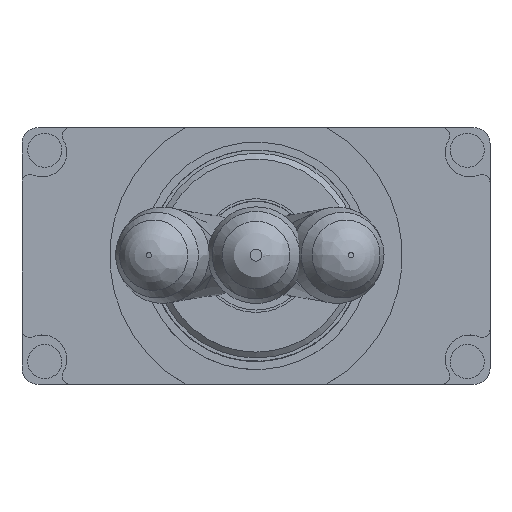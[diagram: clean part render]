
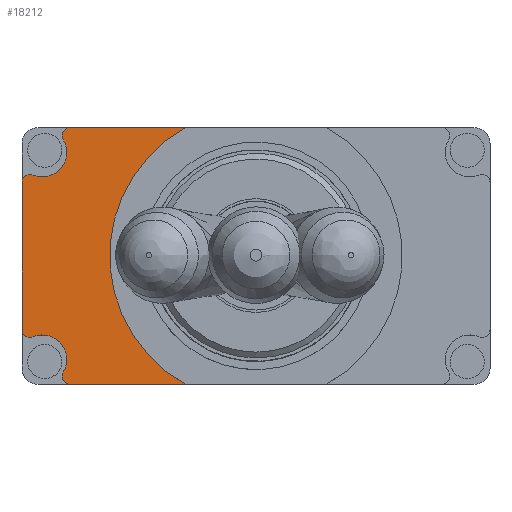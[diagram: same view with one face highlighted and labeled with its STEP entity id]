
A CAD part, top view. The second image highlights one B-rep face of the part: STEP entity #18212.
In plain terms, the highlighted planar face has unit normal (0, 0, 1).
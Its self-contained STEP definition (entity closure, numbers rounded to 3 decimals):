
#467=LINE('',#36891,#1652);
#476=LINE('',#36912,#1661);
#483=LINE('',#36928,#1668);
#1652=VECTOR('',#27677,1000.);
#1661=VECTOR('',#27692,1000.);
#1668=VECTOR('',#27703,1000.);
#2788=CIRCLE('',#25602,9.);
#2790=CIRCLE('',#25608,0.5);
#2791=CIRCLE('',#25609,0.5);
#2792=CIRCLE('',#25610,1.5);
#2793=CIRCLE('',#25611,0.5);
#2794=CIRCLE('',#25612,0.5);
#2795=CIRCLE('',#25613,1.5);
#3114=PLANE('',#25607);
#4949=ORIENTED_EDGE('',*,*,#9843,.F.);
#4950=ORIENTED_EDGE('',*,*,#9844,.T.);
#4951=ORIENTED_EDGE('',*,*,#9845,.T.);
#4952=ORIENTED_EDGE('',*,*,#9846,.T.);
#4953=ORIENTED_EDGE('',*,*,#9847,.T.);
#4954=ORIENTED_EDGE('',*,*,#9826,.T.);
#4955=ORIENTED_EDGE('',*,*,#9820,.T.);
#4956=ORIENTED_EDGE('',*,*,#9836,.T.);
#4957=ORIENTED_EDGE('',*,*,#9848,.F.);
#4958=ORIENTED_EDGE('',*,*,#9849,.F.);
#9820=EDGE_CURVE('',#12380,#12379,#2788,.T.);
#9826=EDGE_CURVE('',#12385,#12380,#467,.T.);
#9836=EDGE_CURVE('',#12379,#12393,#476,.T.);
#9843=EDGE_CURVE('',#12399,#12400,#2790,.T.);
#9844=EDGE_CURVE('',#12399,#12401,#483,.T.);
#9845=EDGE_CURVE('',#12401,#12402,#2791,.T.);
#9846=EDGE_CURVE('',#12402,#12403,#2792,.T.);
#9847=EDGE_CURVE('',#12403,#12385,#2793,.T.);
#9848=EDGE_CURVE('',#12404,#12393,#2794,.T.);
#9849=EDGE_CURVE('',#12400,#12404,#2795,.T.);
#12379=VERTEX_POINT('',#36878);
#12380=VERTEX_POINT('',#36880);
#12385=VERTEX_POINT('',#36892);
#12393=VERTEX_POINT('',#36911);
#12399=VERTEX_POINT('',#36926);
#12400=VERTEX_POINT('',#36927);
#12401=VERTEX_POINT('',#36929);
#12402=VERTEX_POINT('',#36931);
#12403=VERTEX_POINT('',#36933);
#12404=VERTEX_POINT('',#36936);
#15292=EDGE_LOOP('',(#4949,#4950,#4951,#4952,#4953,#4954,#4955,#4956,#4957,
#4958));
#16713=FACE_BOUND('',#15292,.T.);
#18212=ADVANCED_FACE('',(#16713),#3114,.T.);
#25602=AXIS2_PLACEMENT_3D('',#36879,#27668,#27669);
#25607=AXIS2_PLACEMENT_3D('',#36924,#27699,#27700);
#25608=AXIS2_PLACEMENT_3D('',#36925,#27701,#27702);
#25609=AXIS2_PLACEMENT_3D('',#36930,#27704,#27705);
#25610=AXIS2_PLACEMENT_3D('',#36932,#27706,#27707);
#25611=AXIS2_PLACEMENT_3D('',#36934,#27708,#27709);
#25612=AXIS2_PLACEMENT_3D('',#36935,#27710,#27711);
#25613=AXIS2_PLACEMENT_3D('',#36937,#27712,#27713);
#27668=DIRECTION('',(0.,0.,-1.));
#27669=DIRECTION('',(1.,0.,0.));
#27677=DIRECTION('',(1.,0.,0.));
#27692=DIRECTION('',(-1.,0.,0.));
#27699=DIRECTION('',(0.,0.,1.));
#27700=DIRECTION('',(1.,0.,0.));
#27701=DIRECTION('',(0.,0.,-1.));
#27702=DIRECTION('',(1.,0.,0.));
#27703=DIRECTION('',(0.,-1.,0.));
#27704=DIRECTION('',(0.,0.,1.));
#27705=DIRECTION('',(1.,0.,0.));
#27706=DIRECTION('',(0.,0.,-1.));
#27707=DIRECTION('',(-1.,0.,0.));
#27708=DIRECTION('',(0.,0.,1.));
#27709=DIRECTION('',(1.,0.,0.));
#27710=DIRECTION('',(0.,0.,-1.));
#27711=DIRECTION('',(1.,0.,0.));
#27712=DIRECTION('',(0.,0.,1.));
#27713=DIRECTION('',(-1.,0.,0.));
#36878=CARTESIAN_POINT('',(-4.312,7.9,20.7));
#36879=CARTESIAN_POINT('',(0.,0.,20.7));
#36880=CARTESIAN_POINT('',(-4.312,-7.9,20.7));
#36891=CARTESIAN_POINT('',(-13.4,-7.9,20.7));
#36892=CARTESIAN_POINT('',(-11.429,-7.9,20.7));
#36911=CARTESIAN_POINT('',(-11.429,7.9,20.7));
#36912=CARTESIAN_POINT('',(-4.312,7.9,20.7));
#36924=CARTESIAN_POINT('',(-13.4,6.9,20.7));
#36925=CARTESIAN_POINT('',(-13.9,4.514,20.7));
#36926=CARTESIAN_POINT('',(-14.4,4.514,20.7));
#36927=CARTESIAN_POINT('',(-13.71,4.976,20.7));
#36928=CARTESIAN_POINT('',(-14.4,6.9,20.7));
#36929=CARTESIAN_POINT('',(-14.4,-4.514,20.7));
#36930=CARTESIAN_POINT('',(-13.9,-4.514,20.7));
#36931=CARTESIAN_POINT('',(-13.71,-4.976,20.7));
#36932=CARTESIAN_POINT('',(-13.139,-6.364,20.7));
#36933=CARTESIAN_POINT('',(-11.857,-7.141,20.7));
#36934=CARTESIAN_POINT('',(-11.429,-7.4,20.7));
#36935=CARTESIAN_POINT('',(-11.429,7.4,20.7));
#36936=CARTESIAN_POINT('',(-11.857,7.141,20.7));
#36937=CARTESIAN_POINT('',(-13.139,6.364,20.7));
